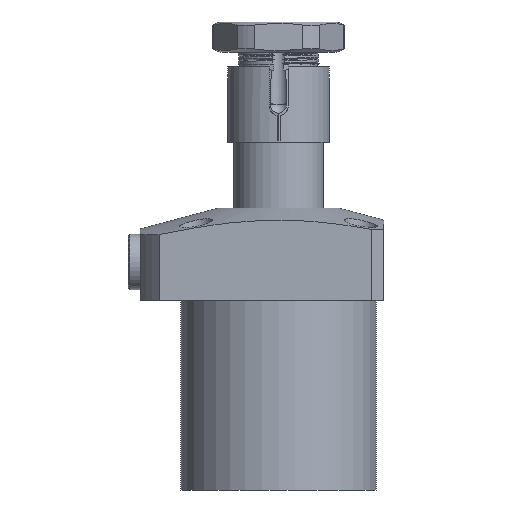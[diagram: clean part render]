
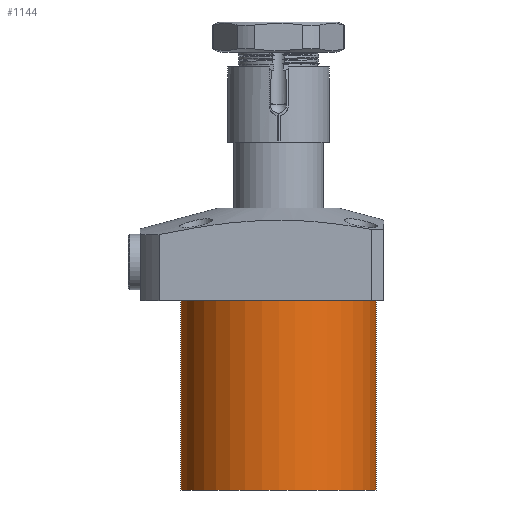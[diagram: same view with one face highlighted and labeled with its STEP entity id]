
A CAD part, front view. The second image highlights one B-rep face of the part: STEP entity #1144.
In plain terms, the highlighted cylindrical face has radius 32.5 mm (diameter 65 mm), a partial arc.
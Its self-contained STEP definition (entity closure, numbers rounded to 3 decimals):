
#339 = EDGE_CURVE ( 'NONE', #12089, #12861, #2034, .T. ) ;
#411 = LINE ( 'NONE', #7362, #1327 ) ;
#1141 = ORIENTED_EDGE ( 'NONE', *, *, #1923, .F. ) ;
#1144 = ADVANCED_FACE ( 'NONE', ( #13950 ), #7014, .T. ) ;
#1258 = EDGE_CURVE ( 'NONE', #12861, #1552, #7169, .T. ) ;
#1327 = VECTOR ( 'NONE', #11965, 1000. ) ;
#1514 = EDGE_CURVE ( 'NONE', #12089, #8140, #2794, .T. ) ;
#1552 = VERTEX_POINT ( 'NONE', #9237 ) ;
#1923 = EDGE_CURVE ( 'NONE', #8140, #1552, #411, .T. ) ;
#2034 = LINE ( 'NONE', #2329, #7917 ) ;
#2329 = CARTESIAN_POINT ( 'NONE',  ( 32.5, 0., -63. ) ) ;
#2794 = CIRCLE ( 'NONE', #2834, 32.5 ) ;
#2834 = AXIS2_PLACEMENT_3D ( 'NONE', #10277, #10417, #9189 ) ;
#4706 = CARTESIAN_POINT ( 'NONE',  ( 32.5, 0., 0. ) ) ;
#5089 = DIRECTION ( 'NONE',  ( 0., 0., 1. ) ) ;
#5763 = CARTESIAN_POINT ( 'NONE',  ( 32.5, 0., -63. ) ) ;
#5985 = AXIS2_PLACEMENT_3D ( 'NONE', #13591, #12353, #11162 ) ;
#6470 = AXIS2_PLACEMENT_3D ( 'NONE', #8147, #5089, #9778 ) ;
#7014 = CYLINDRICAL_SURFACE ( 'NONE', #6470, 32.5 ) ;
#7169 = CIRCLE ( 'NONE', #5985, 32.5 ) ;
#7362 = CARTESIAN_POINT ( 'NONE',  ( -32.5, 0., -63. ) ) ;
#7917 = VECTOR ( 'NONE', #12486, 1000. ) ;
#8140 = VERTEX_POINT ( 'NONE', #11566 ) ;
#8147 = CARTESIAN_POINT ( 'NONE',  ( 0., 0., -63. ) ) ;
#9189 = DIRECTION ( 'NONE',  ( -1., 0., 0. ) ) ;
#9237 = CARTESIAN_POINT ( 'NONE',  ( -32.5, 0., 0. ) ) ;
#9778 = DIRECTION ( 'NONE',  ( 1., 0., 0. ) ) ;
#9900 = ORIENTED_EDGE ( 'NONE', *, *, #339, .T. ) ;
#10277 = CARTESIAN_POINT ( 'NONE',  ( 0., 0., -63. ) ) ;
#10417 = DIRECTION ( 'NONE',  ( 0., 0., -1. ) ) ;
#10946 = ORIENTED_EDGE ( 'NONE', *, *, #1258, .T. ) ;
#11162 = DIRECTION ( 'NONE',  ( 1., 0., 0. ) ) ;
#11566 = CARTESIAN_POINT ( 'NONE',  ( -32.5, 0., -63. ) ) ;
#11965 = DIRECTION ( 'NONE',  ( 0., 0., 1. ) ) ;
#12089 = VERTEX_POINT ( 'NONE', #5763 ) ;
#12353 = DIRECTION ( 'NONE',  ( 0., 0., -1. ) ) ;
#12486 = DIRECTION ( 'NONE',  ( 0., 0., 1. ) ) ;
#12861 = VERTEX_POINT ( 'NONE', #4706 ) ;
#12893 = EDGE_LOOP ( 'NONE', ( #1141, #14524, #9900, #10946 ) ) ;
#13591 = CARTESIAN_POINT ( 'NONE',  ( 0., 0., 0. ) ) ;
#13950 = FACE_OUTER_BOUND ( 'NONE', #12893, .T. ) ;
#14524 = ORIENTED_EDGE ( 'NONE', *, *, #1514, .F. ) ;
